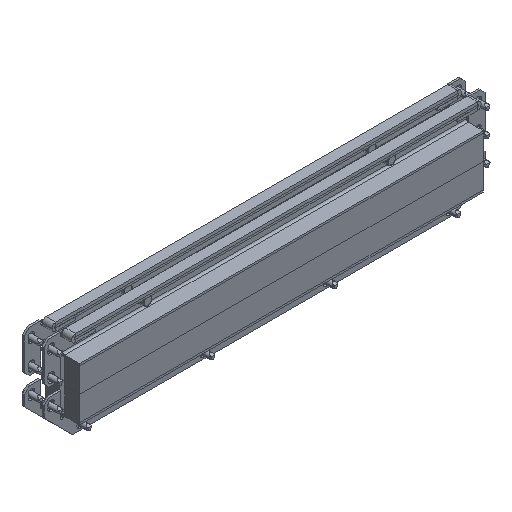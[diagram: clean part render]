
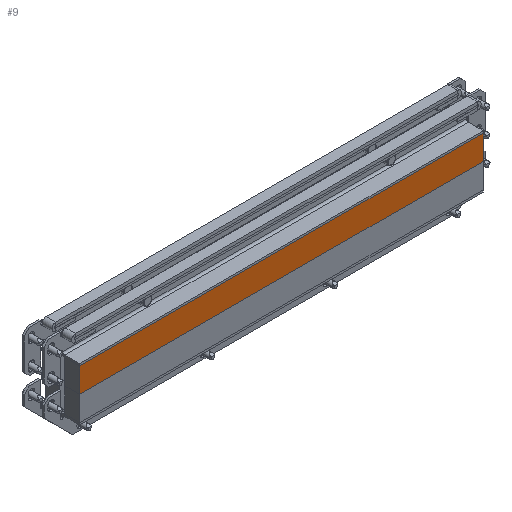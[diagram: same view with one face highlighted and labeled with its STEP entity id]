
A CAD part, isometric view. The second image highlights one B-rep face of the part: STEP entity #9.
In plain terms, the highlighted face is planar.
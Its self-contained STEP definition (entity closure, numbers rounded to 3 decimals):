
#9 = ADVANCED_FACE ( 'NONE', ( #1975 ), #2001, .T. ) ;
#125 = VECTOR ( 'NONE', #2716, 1000. ) ;
#647 = EDGE_CURVE ( 'NONE', #5076, #1078, #4627, .T. ) ;
#814 = CARTESIAN_POINT ( 'NONE',  ( -7.5, 12.5, 205. ) ) ;
#1070 = VERTEX_POINT ( 'NONE', #814 ) ;
#1078 = VERTEX_POINT ( 'NONE', #4584 ) ;
#1137 = EDGE_CURVE ( 'NONE', #3383, #1070, #7184, .T. ) ;
#1839 = CARTESIAN_POINT ( 'NONE',  ( -7.5, 12.5, -205. ) ) ;
#1975 = FACE_OUTER_BOUND ( 'NONE', #4573, .T. ) ;
#2001 = PLANE ( 'NONE',  #5149 ) ;
#2332 = CARTESIAN_POINT ( 'NONE',  ( -7.5, -12.5, -205. ) ) ;
#2716 = DIRECTION ( 'NONE',  ( 0., 0., 1. ) ) ;
#2827 = EDGE_CURVE ( 'NONE', #3383, #5076, #4786, .T. ) ;
#2902 = DIRECTION ( 'NONE',  ( 0., -1., 0. ) ) ;
#3383 = VERTEX_POINT ( 'NONE', #1839 ) ;
#3701 = DIRECTION ( 'NONE',  ( 0., 0., 1. ) ) ;
#4007 = VECTOR ( 'NONE', #2902, 1000. ) ;
#4073 = ORIENTED_EDGE ( 'NONE', *, *, #4495, .F. ) ;
#4259 = CARTESIAN_POINT ( 'NONE',  ( -7.5, -12.5, -205. ) ) ;
#4495 = EDGE_CURVE ( 'NONE', #1070, #1078, #4769, .T. ) ;
#4527 = CARTESIAN_POINT ( 'NONE',  ( -7.5, 12.5, -205. ) ) ;
#4573 = EDGE_LOOP ( 'NONE', ( #4073, #7319, #7369, #5650 ) ) ;
#4584 = CARTESIAN_POINT ( 'NONE',  ( -7.5, -12.5, 205. ) ) ;
#4627 = LINE ( 'NONE', #4259, #5695 ) ;
#4769 = LINE ( 'NONE', #6031, #4007 ) ;
#4786 = LINE ( 'NONE', #6022, #6063 ) ;
#5076 = VERTEX_POINT ( 'NONE', #2332 ) ;
#5126 = CARTESIAN_POINT ( 'NONE',  ( -7.5, 12.5, -205. ) ) ;
#5149 = AXIS2_PLACEMENT_3D ( 'NONE', #5126, #7711, #6460 ) ;
#5650 = ORIENTED_EDGE ( 'NONE', *, *, #647, .T. ) ;
#5695 = VECTOR ( 'NONE', #3701, 1000. ) ;
#6022 = CARTESIAN_POINT ( 'NONE',  ( -7.5, 12.5, -205. ) ) ;
#6031 = CARTESIAN_POINT ( 'NONE',  ( -7.5, 12.5, 205. ) ) ;
#6063 = VECTOR ( 'NONE', #7971, 1000. ) ;
#6460 = DIRECTION ( 'NONE',  ( 0., -1., 0. ) ) ;
#7184 = LINE ( 'NONE', #4527, #125 ) ;
#7319 = ORIENTED_EDGE ( 'NONE', *, *, #1137, .F. ) ;
#7369 = ORIENTED_EDGE ( 'NONE', *, *, #2827, .T. ) ;
#7711 = DIRECTION ( 'NONE',  ( -1., 0., 0. ) ) ;
#7971 = DIRECTION ( 'NONE',  ( 0., -1., 0. ) ) ;
